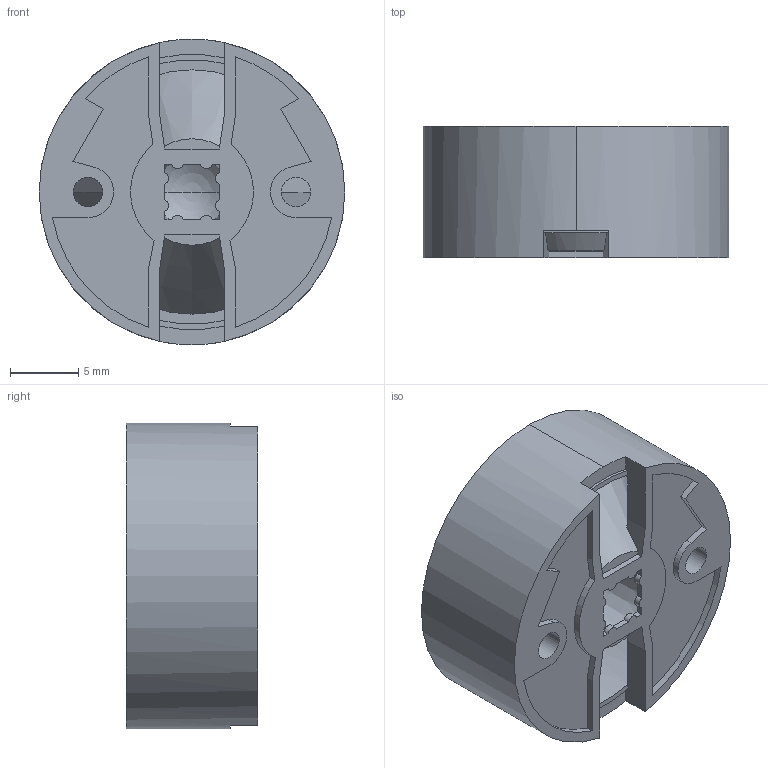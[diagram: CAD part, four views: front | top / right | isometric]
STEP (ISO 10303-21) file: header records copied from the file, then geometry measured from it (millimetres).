
FILE_DESCRIPTION((''),'2;1');
FILE_NAME('ASM0007_ASM','2018-11-28T',('alice_chou'),(''),'CREO PARAMETRIC BY PTC INC, 2014190','CREO PARAMETRIC BY PTC INC, 2014190','');
FILE_SCHEMA(('CONFIG_CONTROL_DESIGN'));
Length unit declared in the file: millimetre
Products named in the file (3): _20170602-0001-OK; LL01ZZ-EX10L06_NC; ASM0007_ASM
Assembly tree (2 placements, depth 2):
  ASM0007_ASM
    _20170602-0001-OK
    LL01ZZ-EX10L06_NC
Bounding box: 22.4 x 9.63 x 22.4 mm (x, y, z)
Volume: 2513.1 mm3; surface area: 2955 mm2
Topology: 2 solids, 2 shells, 111 faces, 323 edges, 217 vertices
Faces by surface type: plane 62, cylinder 32, cone 10, torus 3, bspline 2, sphere 2
Entity records: 3858 total; most frequent: CARTESIAN_POINT 704, DIRECTION 672, ORIENTED_EDGE 642, EDGE_CURVE 321, AXIS2_PLACEMENT_3D 241, VERTEX_POINT 217, VECTOR 190, LINE 190
